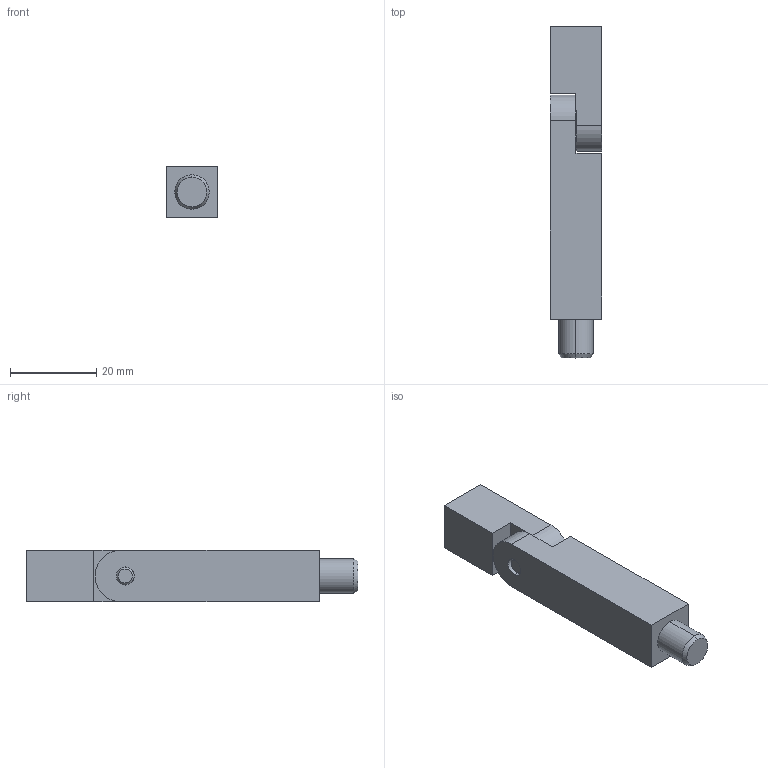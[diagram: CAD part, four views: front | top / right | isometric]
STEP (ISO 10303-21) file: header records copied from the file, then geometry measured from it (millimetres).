
FILE_DESCRIPTION (( 'STEP AP203' ), '1' );
FILE_NAME ('60225-240.STEP', '2018-08-06T10:42:12', ( '' ), ( '' ), 'SwSTEP 2.0', 'SolidWorks 2015', '' );
FILE_SCHEMA (( 'CONFIG_CONTROL_DESIGN' ));
Length unit declared in the file: millimetre
Products named in the file (4): 60225-240 Teil1; 60225-240 Teil2; ISO7380_Rundkopfschraube mit Innensechskant_-_M5x8_M5x8; 60225-240
Assembly tree (3 placements, depth 2):
  60225-240
    60225-240 Teil1
    60225-240 Teil2
    ISO7380_Rundkopfschraube mit Innensechskant_-_M5x8_M5x8
Bounding box: 12 x 77 x 12 mm (x, y, z)
Volume: 9485.6 mm3; surface area: 4878.4 mm2
Topology: 3 solids, 3 shells, 286 faces, 736 edges, 482 vertices
Faces by surface type: plane 148, bspline 101, cylinder 18, cone 17, sphere 2
Entity records: 14770 total; most frequent: CARTESIAN_POINT 8066, ORIENTED_EDGE 1464, DIRECTION 962, EDGE_CURVE 732, VERTEX_POINT 482, LINE 466, VECTOR 466, EDGE_LOOP 320
